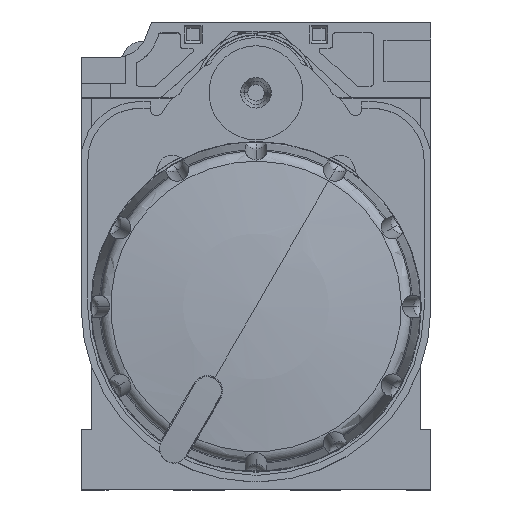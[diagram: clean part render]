
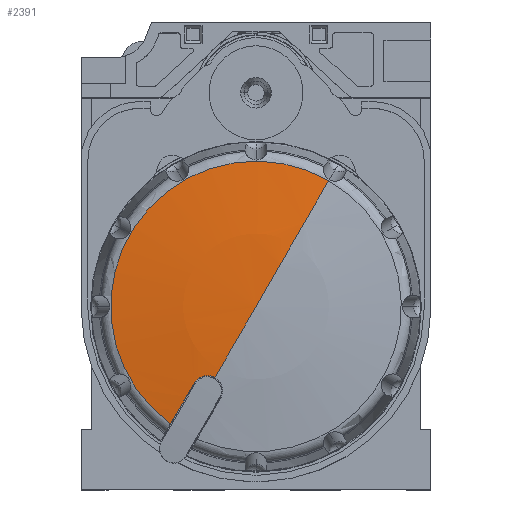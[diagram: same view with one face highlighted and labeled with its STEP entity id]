
A CAD part, top view. The second image highlights one B-rep face of the part: STEP entity #2391.
In plain terms, the highlighted spherical face has radius 100 mm.
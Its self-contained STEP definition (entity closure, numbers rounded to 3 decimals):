
#2391=ADVANCED_FACE('',(#7053),#7054,.T.);
#7053=FACE_OUTER_BOUND('',#14086,.T.);
#7054=SPHERICAL_SURFACE('',#14087,100.);
#14086=EDGE_LOOP('',(#21131,#21132,#21133,#21134,#21135));
#14087=AXIS2_PLACEMENT_3D('',#21136,#21137,#21138);
#21131=ORIENTED_EDGE('',*,*,#43503,.F.);
#21132=ORIENTED_EDGE('',*,*,#43504,.F.);
#21133=ORIENTED_EDGE('',*,*,#43505,.T.);
#21134=ORIENTED_EDGE('',*,*,#43506,.T.);
#21135=ORIENTED_EDGE('',*,*,#43507,.F.);
#21136=CARTESIAN_POINT('',(14.9,15.55,-34.64));
#21137=DIRECTION('',(0.0,0.0,-1.0));
#21138=DIRECTION('',(-0.5,-0.866,0.0));
#43503=EDGE_CURVE('',#52404,#52405,#52406,.T.);
#43504=EDGE_CURVE('',#52407,#52404,#52408,.T.);
#43505=EDGE_CURVE('',#52407,#52409,#52410,.T.);
#43506=EDGE_CURVE('',#52409,#52411,#52412,.T.);
#43507=EDGE_CURVE('',#52405,#52411,#52413,.T.);
#52404=VERTEX_POINT('',#65631);
#52405=VERTEX_POINT('',#65632);
#52406=CIRCLE('',#65633,100.);
#52407=VERTEX_POINT('',#65634);
#52408=CIRCLE('',#65635,12.38);
#52409=VERTEX_POINT('',#65636);
#52410=CIRCLE('',#65637,99.992);
#52411=VERTEX_POINT('',#65638);
#52412=B_SPLINE_CURVE_WITH_KNOTS('',3,(#65639,#65640,#65641,#65642,#65643,#65644,#65645,#65646,#65647,#65648),.UNSPECIFIED.,.F.,.F.,(4,2,2,2,4),(1.962,2.454,2.945,3.435,3.924),.UNSPECIFIED.);
#52413=CIRCLE('',#65649,100.);
#65631=CARTESIAN_POINT('',(21.09,26.271,64.591));
#65632=CARTESIAN_POINT('',(14.9,15.55,65.36));
#65633=AXIS2_PLACEMENT_3D('',#85651,#85652,#85653);
#65634=CARTESIAN_POINT('',(7.619,5.538,64.591));
#65635=AXIS2_PLACEMENT_3D('',#85654,#85655,#85656);
#65636=CARTESIAN_POINT('',(9.624,9.012,65.006));
#65637=AXIS2_PLACEMENT_3D('',#85657,#85658,#85659);
#65638=CARTESIAN_POINT('',(11.4,9.488,65.115));
#65639=CARTESIAN_POINT('',(9.624,9.012,65.006));
#65640=CARTESIAN_POINT('',(9.706,9.153,65.02));
#65641=CARTESIAN_POINT('',(9.821,9.288,65.035));
#65642=CARTESIAN_POINT('',(10.096,9.499,65.061));
#65643=CARTESIAN_POINT('',(10.256,9.576,65.073));
#65644=CARTESIAN_POINT('',(10.572,9.66,65.093));
#65645=CARTESIAN_POINT('',(10.748,9.673,65.101));
#65646=CARTESIAN_POINT('',(11.092,9.628,65.112));
#65647=CARTESIAN_POINT('',(11.259,9.569,65.115));
#65648=CARTESIAN_POINT('',(11.4,9.488,65.115));
#65649=AXIS2_PLACEMENT_3D('',#85660,#85661,#85662);
#85651=CARTESIAN_POINT('',(14.9,15.55,-34.64));
#85652=DIRECTION('',(0.866,-0.5,0.0));
#85653=DIRECTION('',(0.0,0.0,1.0));
#85654=CARTESIAN_POINT('',(14.9,15.55,64.591));
#85655=DIRECTION('',(-0.0,0.0,-1.0));
#85656=DIRECTION('',(-0.5,-0.866,0.0));
#85657=CARTESIAN_POINT('',(13.774,16.2,-34.64));
#85658=DIRECTION('',(-0.866,0.5,0.0));
#85659=DIRECTION('',(0.0,0.0,-1.0));
#85660=CARTESIAN_POINT('',(14.9,15.55,-34.64));
#85661=DIRECTION('',(0.866,-0.5,0.0));
#85662=DIRECTION('',(0.0,0.0,1.0));
